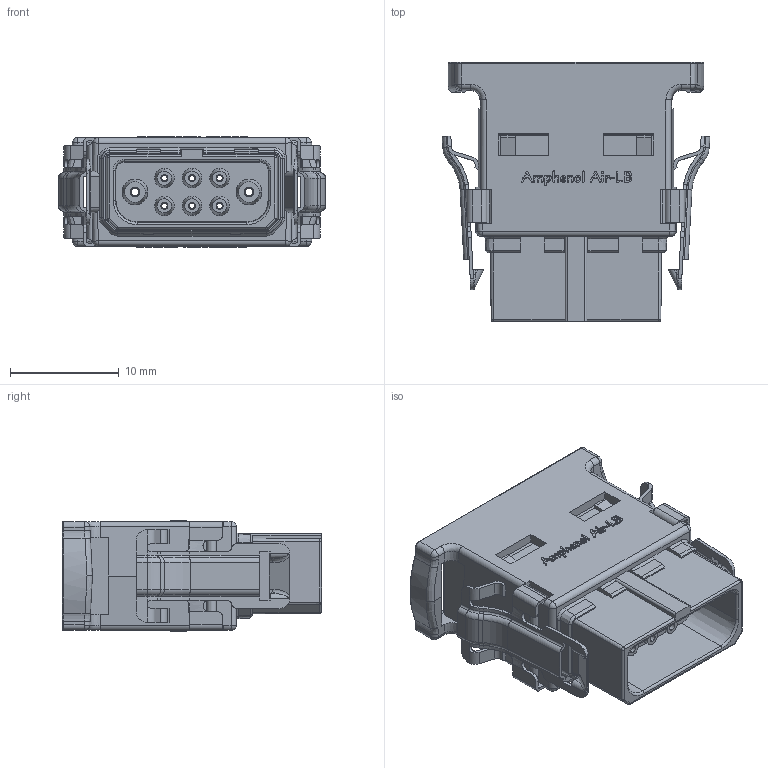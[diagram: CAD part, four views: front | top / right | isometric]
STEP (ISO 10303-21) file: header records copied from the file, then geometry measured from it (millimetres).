
FILE_DESCRIPTION((''),'2;1');
FILE_NAME('3563_6721_320_SW0001','2022-04-11T',('gilmer'),(''),'CREO PARAMETRIC BY PTC INC, 2018360','CREO PARAMETRIC BY PTC INC, 2018360','');
FILE_SCHEMA(('CONFIG_CONTROL_DESIGN'));
Products named in the file (1): 3563_6721_320_SW0001
Bounding box: 24.6 x 23.81 x 10.2 mm (x, y, z)
Volume: 2572.3 mm3; surface area: 5105.4 mm2
Topology: 1 solids, 1 shells, 2806 faces, 7066 edges, 4354 vertices
Faces by surface type: plane 912, cylinder 558, extrusion 442, bspline 310, torus 292, cone 232, sphere 60
Entity records: 104226 total; most frequent: CARTESIAN_POINT 40410, ORIENTED_EDGE 14132, DIRECTION 11756, EDGE_CURVE 7066, VERTEX_POINT 4354, AXIS2_PLACEMENT_3D 4016, VECTOR 3724, LINE 3282
